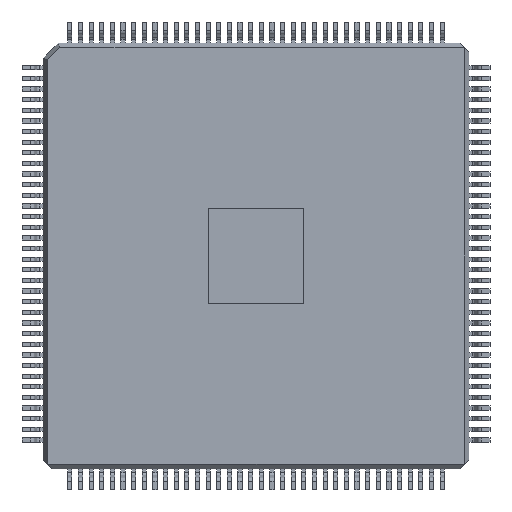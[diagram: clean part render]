
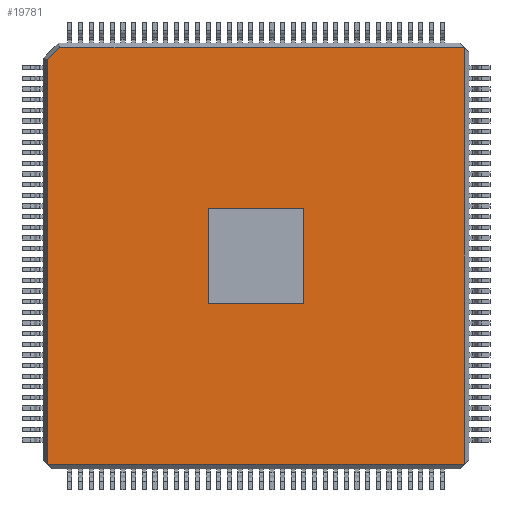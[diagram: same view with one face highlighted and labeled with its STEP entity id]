
A CAD part, front view. The second image highlights one B-rep face of the part: STEP entity #19781.
In plain terms, the highlighted planar face has unit normal (0, -1, 0).
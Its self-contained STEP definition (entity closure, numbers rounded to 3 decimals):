
#3837 = ORIENTED_EDGE ( 'NONE', *, *, #95100, .F. ) ;
#4544 = CARTESIAN_POINT ( 'NONE',  ( -9.8, 0., -9.8 ) ) ;
#4768 = CARTESIAN_POINT ( 'NONE',  ( 9.8, 0., -9.8 ) ) ;
#4852 = DIRECTION ( 'NONE',  ( 0., 0., 1. ) ) ;
#9012 = EDGE_CURVE ( 'NONE', #121682, #119495, #53225, .T. ) ;
#12735 = CARTESIAN_POINT ( 'NONE',  ( -9.859, 0., 9.159 ) ) ;
#14453 = LINE ( 'NONE', #79773, #39857 ) ;
#16425 = VERTEX_POINT ( 'NONE', #123735 ) ;
#17112 = PLANE ( 'NONE',  #73561 ) ;
#18205 = CARTESIAN_POINT ( 'NONE',  ( 2.25, 0., -2.25 ) ) ;
#19781 = ADVANCED_FACE ( 'NONE', ( #129582, #61657 ), #17112, .F. ) ;
#21759 = EDGE_CURVE ( 'NONE', #89085, #121682, #56556, .T. ) ;
#25734 = EDGE_CURVE ( 'NONE', #104457, #49788, #94076, .T. ) ;
#27585 = VECTOR ( 'NONE', #113420, 1000. ) ;
#28694 = CARTESIAN_POINT ( 'NONE',  ( -9.8, 0., 10. ) ) ;
#32724 = DIRECTION ( 'NONE',  ( 0., 0., 1. ) ) ;
#34028 = VERTEX_POINT ( 'NONE', #18205 ) ;
#34471 = ORIENTED_EDGE ( 'NONE', *, *, #138566, .F. ) ;
#35425 = DIRECTION ( 'NONE',  ( -0.707, 0., -0.707 ) ) ;
#39857 = VECTOR ( 'NONE', #4852, 1000. ) ;
#42220 = VECTOR ( 'NONE', #35425, 1000. ) ;
#43176 = DIRECTION ( 'NONE',  ( 1., 0., 0. ) ) ;
#43516 = VECTOR ( 'NONE', #32724, 1000. ) ;
#44964 = LINE ( 'NONE', #104383, #84033 ) ;
#45068 = LINE ( 'NONE', #88329, #99326 ) ;
#47691 = CARTESIAN_POINT ( 'NONE',  ( 2.25, 0., 2.25 ) ) ;
#48614 = ORIENTED_EDGE ( 'NONE', *, *, #81947, .F. ) ;
#49788 = VERTEX_POINT ( 'NONE', #108820 ) ;
#50213 = EDGE_LOOP ( 'NONE', ( #127977, #72074, #125858, #108164, #57220 ) ) ;
#51387 = VECTOR ( 'NONE', #73733, 1000. ) ;
#53225 = LINE ( 'NONE', #62267, #129533 ) ;
#56556 = LINE ( 'NONE', #28694, #51387 ) ;
#57220 = ORIENTED_EDGE ( 'NONE', *, *, #21759, .T. ) ;
#61657 = FACE_BOUND ( 'NONE', #106708, .T. ) ;
#62267 = CARTESIAN_POINT ( 'NONE',  ( 10., 0., -9.8 ) ) ;
#66232 = CARTESIAN_POINT ( 'NONE',  ( 9.8, 0., 9.8 ) ) ;
#66883 = VECTOR ( 'NONE', #118722, 1000. ) ;
#67035 = VERTEX_POINT ( 'NONE', #110977 ) ;
#70090 = CARTESIAN_POINT ( 'NONE',  ( -9.8, 0., 9.217 ) ) ;
#71644 = DIRECTION ( 'NONE',  ( 0., 0., 1. ) ) ;
#72074 = ORIENTED_EDGE ( 'NONE', *, *, #81120, .T. ) ;
#73561 = AXIS2_PLACEMENT_3D ( 'NONE', #114760, #136618, #71644 ) ;
#73733 = DIRECTION ( 'NONE',  ( 0., 0., -1. ) ) ;
#79773 = CARTESIAN_POINT ( 'NONE',  ( 2.25, 0., 2.25 ) ) ;
#81120 = EDGE_CURVE ( 'NONE', #119495, #104457, #82586, .T. ) ;
#81947 = EDGE_CURVE ( 'NONE', #34028, #88474, #14453, .T. ) ;
#82586 = LINE ( 'NONE', #96722, #43516 ) ;
#84033 = VECTOR ( 'NONE', #43176, 1000. ) ;
#88329 = CARTESIAN_POINT ( 'NONE',  ( -2.25, 0., 2.25 ) ) ;
#88474 = VERTEX_POINT ( 'NONE', #47691 ) ;
#89085 = VERTEX_POINT ( 'NONE', #70090 ) ;
#94076 = LINE ( 'NONE', #120158, #66883 ) ;
#95100 = EDGE_CURVE ( 'NONE', #88474, #16425, #110605, .T. ) ;
#95435 = DIRECTION ( 'NONE',  ( 1., 0., 0. ) ) ;
#96722 = CARTESIAN_POINT ( 'NONE',  ( 9.8, 0., 10. ) ) ;
#97551 = ORIENTED_EDGE ( 'NONE', *, *, #125264, .F. ) ;
#99326 = VECTOR ( 'NONE', #109644, 1000. ) ;
#104383 = CARTESIAN_POINT ( 'NONE',  ( -2.25, 0., -2.25 ) ) ;
#104457 = VERTEX_POINT ( 'NONE', #66232 ) ;
#106708 = EDGE_LOOP ( 'NONE', ( #34471, #3837, #48614, #97551 ) ) ;
#108164 = ORIENTED_EDGE ( 'NONE', *, *, #140179, .T. ) ;
#108820 = CARTESIAN_POINT ( 'NONE',  ( -9.217, 0., 9.8 ) ) ;
#109644 = DIRECTION ( 'NONE',  ( 0., 0., -1. ) ) ;
#110605 = LINE ( 'NONE', #112018, #27585 ) ;
#110977 = CARTESIAN_POINT ( 'NONE',  ( -2.25, 0., -2.25 ) ) ;
#112018 = CARTESIAN_POINT ( 'NONE',  ( -2.25, 0., 2.25 ) ) ;
#113420 = DIRECTION ( 'NONE',  ( -1., 0., 0. ) ) ;
#114760 = CARTESIAN_POINT ( 'NONE',  ( 10., 0., 10. ) ) ;
#116861 = LINE ( 'NONE', #12735, #42220 ) ;
#118722 = DIRECTION ( 'NONE',  ( -1., 0., 0. ) ) ;
#119495 = VERTEX_POINT ( 'NONE', #4768 ) ;
#120158 = CARTESIAN_POINT ( 'NONE',  ( 10., 0., 9.8 ) ) ;
#121682 = VERTEX_POINT ( 'NONE', #4544 ) ;
#123735 = CARTESIAN_POINT ( 'NONE',  ( -2.25, 0., 2.25 ) ) ;
#125264 = EDGE_CURVE ( 'NONE', #67035, #34028, #44964, .T. ) ;
#125858 = ORIENTED_EDGE ( 'NONE', *, *, #25734, .T. ) ;
#127977 = ORIENTED_EDGE ( 'NONE', *, *, #9012, .T. ) ;
#129533 = VECTOR ( 'NONE', #95435, 1000. ) ;
#129582 = FACE_OUTER_BOUND ( 'NONE', #50213, .T. ) ;
#136618 = DIRECTION ( 'NONE',  ( 0., 1., 0. ) ) ;
#138566 = EDGE_CURVE ( 'NONE', #16425, #67035, #45068, .T. ) ;
#140179 = EDGE_CURVE ( 'NONE', #49788, #89085, #116861, .T. ) ;
